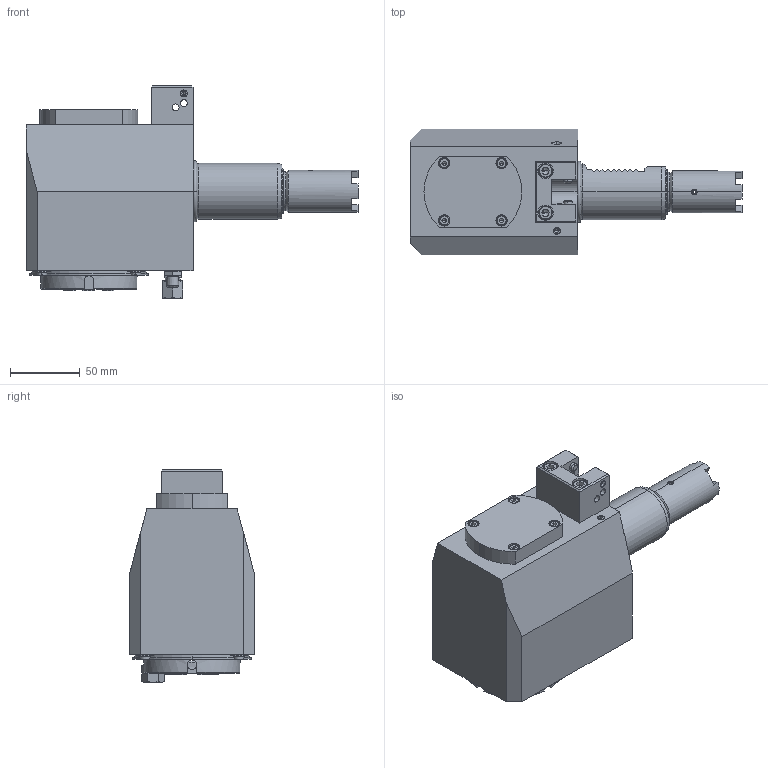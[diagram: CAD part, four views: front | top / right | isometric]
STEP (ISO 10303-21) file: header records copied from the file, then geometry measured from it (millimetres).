
FILE_DESCRIPTION (( 'STEP AP203' ), '1' );
FILE_NAME ('04-0776.STEP', '2023-09-07T23:27:11', ( '' ), ( '' ), 'SwSTEP 2.0', 'SolidWorks 2022', '' );
FILE_SCHEMA (( 'CONFIG_CONTROL_DESIGN' ));
Length unit declared in the file: inch
Products named in the file (7): ZZ_SW0001_7; 04-0776; ZZ_SW0001_3; ZZ_SW0001_5; ZZ_SW0001_4; ZZ_SW0001_2; ZZ_SW0001
Assembly tree (6 placements, depth 2):
  04-0776
    ZZ_SW0001_4
    ZZ_SW0001_3
    ZZ_SW0001_2
    ZZ_SW0001
    ZZ_SW0001_5
    ZZ_SW0001_7
Bounding box: 237.55 x 90 x 152 mm (x, y, z)
Volume: 895.9 mm3; surface area: 118195.7 mm2
Topology: 5 solids, 7 shells, 1283 faces, 3489 edges, 2198 vertices
Faces by surface type: plane 520, cylinder 415, cone 204, bspline 144
Entity records: 45914 total; most frequent: CARTESIAN_POINT 13624, ORIENTED_EDGE 6648, DIRECTION 6632, EDGE_CURVE 3445, AXIS2_PLACEMENT_3D 2569, VERTEX_POINT 2198, LINE 1494, VECTOR 1494
